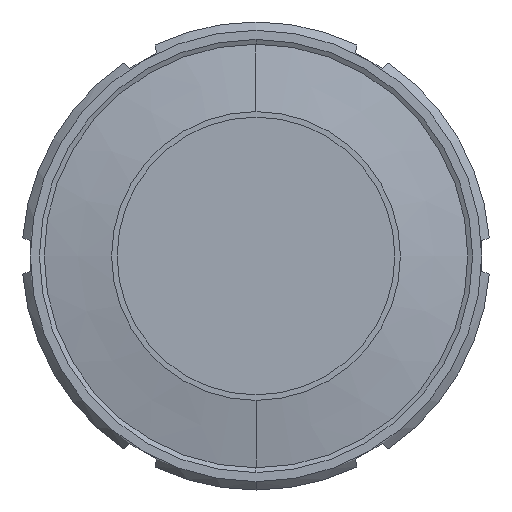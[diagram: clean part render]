
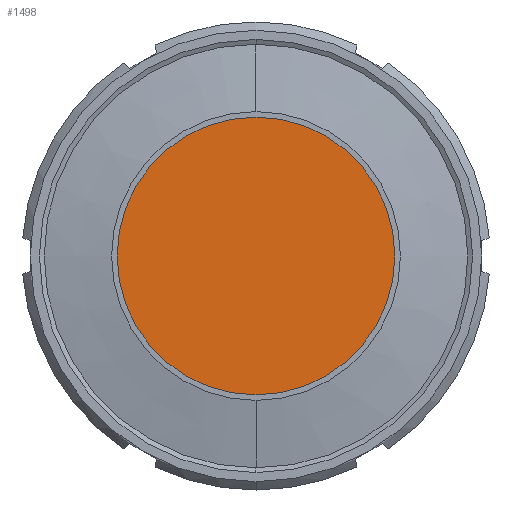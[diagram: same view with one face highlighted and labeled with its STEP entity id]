
A CAD part, left-side view. The second image highlights one B-rep face of the part: STEP entity #1498.
In plain terms, the highlighted planar face has unit normal (-1, 0, 0).
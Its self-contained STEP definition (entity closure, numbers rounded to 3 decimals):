
#55 = DIRECTION ( 'NONE',  ( 0., 0., 1. ) ) ;
#181 = ORIENTED_EDGE ( 'NONE', *, *, #2114, .F. ) ;
#237 = FACE_OUTER_BOUND ( 'NONE', #2411, .T. ) ;
#290 = ORIENTED_EDGE ( 'NONE', *, *, #2271, .F. ) ;
#516 = CARTESIAN_POINT ( 'NONE',  ( -3.272, 0., 0. ) ) ;
#625 = AXIS2_PLACEMENT_3D ( 'NONE', #516, #1822, #711 ) ;
#711 = DIRECTION ( 'NONE',  ( 0., 0., -1. ) ) ;
#749 = VERTEX_POINT ( 'NONE', #1059 ) ;
#959 = CARTESIAN_POINT ( 'NONE',  ( -3.272, 0., 0. ) ) ;
#987 = CARTESIAN_POINT ( 'NONE',  ( -3.272, 0., 0. ) ) ;
#1059 = CARTESIAN_POINT ( 'NONE',  ( -3.272, 0., 33. ) ) ;
#1215 = DIRECTION ( 'NONE',  ( -1., 0., 0. ) ) ;
#1250 = CARTESIAN_POINT ( 'NONE',  ( -3.272, 0., -33. ) ) ;
#1300 = DIRECTION ( 'NONE',  ( 0., 0., -1. ) ) ;
#1498 = ADVANCED_FACE ( 'NONE', ( #237 ), #1586, .T. ) ;
#1586 = PLANE ( 'NONE',  #1688 ) ;
#1688 = AXIS2_PLACEMENT_3D ( 'NONE', #987, #1215, #55 ) ;
#1822 = DIRECTION ( 'NONE',  ( 1., 0., 0. ) ) ;
#2096 = DIRECTION ( 'NONE',  ( 1., 0., 0. ) ) ;
#2114 = EDGE_CURVE ( 'NONE', #749, #2139, #2368, .T. ) ;
#2139 = VERTEX_POINT ( 'NONE', #1250 ) ;
#2207 = CIRCLE ( 'NONE', #2246, 33. ) ;
#2246 = AXIS2_PLACEMENT_3D ( 'NONE', #959, #2096, #1300 ) ;
#2271 = EDGE_CURVE ( 'NONE', #2139, #749, #2207, .T. ) ;
#2368 = CIRCLE ( 'NONE', #625, 33. ) ;
#2411 = EDGE_LOOP ( 'NONE', ( #290, #181 ) ) ;
